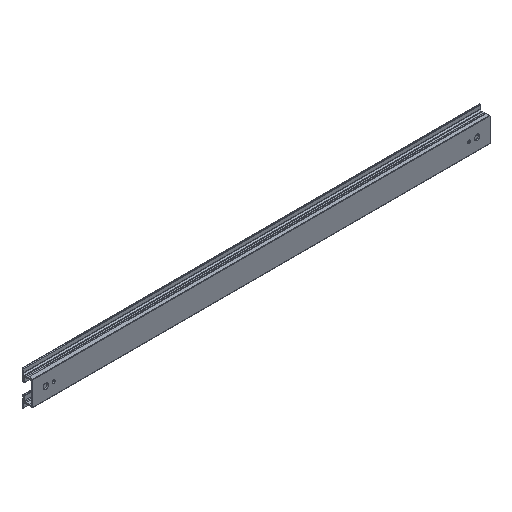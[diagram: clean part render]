
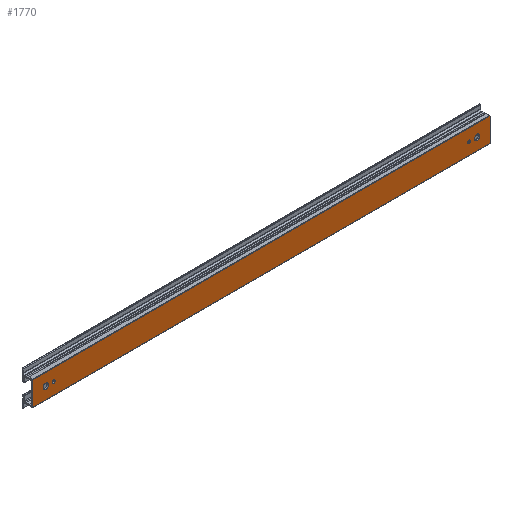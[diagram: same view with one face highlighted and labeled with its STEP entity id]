
A CAD part, isometric view. The second image highlights one B-rep face of the part: STEP entity #1770.
In plain terms, the highlighted planar face has unit normal (0, -1, 0).
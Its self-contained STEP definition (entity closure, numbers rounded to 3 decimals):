
#1 = DIRECTION ( 'NONE',  ( 0., 0., 1. ) ) ;
#2 = DIRECTION ( 'NONE',  ( 0., 0., 1. ) ) ;
#75 = AXIS2_PLACEMENT_3D ( 'NONE', #1452, #318, #1785 ) ;
#86 = VECTOR ( 'NONE', #2365, 1000. ) ;
#90 = DIRECTION ( 'NONE',  ( 0., -1., 0. ) ) ;
#97 = DIRECTION ( 'NONE',  ( 0., -1., 0. ) ) ;
#109 = DIRECTION ( 'NONE',  ( 0., 0., -1. ) ) ;
#118 = CARTESIAN_POINT ( 'NONE',  ( 449., 0., -15.25 ) ) ;
#140 = EDGE_CURVE ( 'NONE', #2004, #802, #222, .T. ) ;
#156 = ORIENTED_EDGE ( 'NONE', *, *, #2353, .T. ) ;
#168 = FACE_BOUND ( 'NONE', #1227, .T. ) ;
#173 = CARTESIAN_POINT ( 'NONE',  ( 441., 0., -12.5 ) ) ;
#222 = LINE ( 'NONE', #1742, #786 ) ;
#239 = EDGE_CURVE ( 'NONE', #1613, #1839, #557, .T. ) ;
#251 = DIRECTION ( 'NONE',  ( 0., -1., 0. ) ) ;
#261 = ORIENTED_EDGE ( 'NONE', *, *, #855, .T. ) ;
#275 = VECTOR ( 'NONE', #1210, 1000. ) ;
#318 = DIRECTION ( 'NONE',  ( 0., -1., 0. ) ) ;
#332 = CIRCLE ( 'NONE', #1910, 1.5 ) ;
#342 = VECTOR ( 'NONE', #2063, 1000. ) ;
#392 = CARTESIAN_POINT ( 'NONE',  ( 13., 0., -15.25 ) ) ;
#462 = ORIENTED_EDGE ( 'NONE', *, *, #2319, .F. ) ;
#470 = CARTESIAN_POINT ( 'NONE',  ( 462., 0., -24.5 ) ) ;
#475 = CARTESIAN_POINT ( 'NONE',  ( 441., 0., -11. ) ) ;
#539 = FACE_OUTER_BOUND ( 'NONE', #819, .T. ) ;
#557 = CIRCLE ( 'NONE', #1906, 2.75 ) ;
#638 = CARTESIAN_POINT ( 'NONE',  ( 21., 0., -14. ) ) ;
#653 = CARTESIAN_POINT ( 'NONE',  ( 13., 0., -12.5 ) ) ;
#660 = EDGE_CURVE ( 'NONE', #1047, #1650, #1503, .T. ) ;
#728 = DIRECTION ( 'NONE',  ( 0., 0., 1. ) ) ;
#762 = DIRECTION ( 'NONE',  ( 0., -1., 0. ) ) ;
#786 = VECTOR ( 'NONE', #995, 1000. ) ;
#802 = VERTEX_POINT ( 'NONE', #1947 ) ;
#804 = CARTESIAN_POINT ( 'NONE',  ( 21., 0., -11. ) ) ;
#819 = EDGE_LOOP ( 'NONE', ( #261, #902, #2303, #156 ) ) ;
#848 = DIRECTION ( 'NONE',  ( 0., 0., 1. ) ) ;
#855 = EDGE_CURVE ( 'NONE', #887, #2379, #1321, .T. ) ;
#878 = CIRCLE ( 'NONE', #1335, 1.5 ) ;
#887 = VERTEX_POINT ( 'NONE', #1505 ) ;
#902 = ORIENTED_EDGE ( 'NONE', *, *, #1708, .F. ) ;
#907 = FACE_BOUND ( 'NONE', #2167, .T. ) ;
#933 = EDGE_CURVE ( 'NONE', #1839, #1613, #1347, .T. ) ;
#976 = CARTESIAN_POINT ( 'NONE',  ( 21., 0., -12.5 ) ) ;
#995 = DIRECTION ( 'NONE',  ( 0., 0., -1. ) ) ;
#1011 = DIRECTION ( 'NONE',  ( 0., -1., 0. ) ) ;
#1019 = VERTEX_POINT ( 'NONE', #804 ) ;
#1023 = EDGE_LOOP ( 'NONE', ( #2017, #1406 ) ) ;
#1036 = ORIENTED_EDGE ( 'NONE', *, *, #239, .F. ) ;
#1047 = VERTEX_POINT ( 'NONE', #1931 ) ;
#1074 = VERTEX_POINT ( 'NONE', #638 ) ;
#1101 = CARTESIAN_POINT ( 'NONE',  ( 13., 0., -12.5 ) ) ;
#1128 = CIRCLE ( 'NONE', #75, 1.5 ) ;
#1198 = CARTESIAN_POINT ( 'NONE',  ( 441., 0., -14. ) ) ;
#1201 = CARTESIAN_POINT ( 'NONE',  ( 449., 0., -12.5 ) ) ;
#1205 = CIRCLE ( 'NONE', #2224, 1.5 ) ;
#1210 = DIRECTION ( 'NONE',  ( -1., 0., 0. ) ) ;
#1227 = EDGE_LOOP ( 'NONE', ( #1248, #1036 ) ) ;
#1233 = CARTESIAN_POINT ( 'NONE',  ( 462., 0., -0.5 ) ) ;
#1247 = ORIENTED_EDGE ( 'NONE', *, *, #660, .F. ) ;
#1248 = ORIENTED_EDGE ( 'NONE', *, *, #933, .F. ) ;
#1256 = CARTESIAN_POINT ( 'NONE',  ( 0., 0., -24.5 ) ) ;
#1321 = LINE ( 'NONE', #2208, #342 ) ;
#1332 = CIRCLE ( 'NONE', #1721, 2.75 ) ;
#1335 = AXIS2_PLACEMENT_3D ( 'NONE', #1761, #1011, #109 ) ;
#1347 = CIRCLE ( 'NONE', #2274, 2.75 ) ;
#1355 = EDGE_CURVE ( 'NONE', #2340, #1508, #1205, .T. ) ;
#1406 = ORIENTED_EDGE ( 'NONE', *, *, #1355, .F. ) ;
#1412 = EDGE_LOOP ( 'NONE', ( #1628, #1247 ) ) ;
#1452 = CARTESIAN_POINT ( 'NONE',  ( 441., 0., -12.5 ) ) ;
#1503 = CIRCLE ( 'NONE', #2358, 2.75 ) ;
#1505 = CARTESIAN_POINT ( 'NONE',  ( 0., 0., -0.5 ) ) ;
#1508 = VERTEX_POINT ( 'NONE', #1198 ) ;
#1567 = DIRECTION ( 'NONE',  ( 0., 0., -1. ) ) ;
#1581 = CARTESIAN_POINT ( 'NONE',  ( 13., 0., -9.75 ) ) ;
#1599 = CARTESIAN_POINT ( 'NONE',  ( 462., 0., -0.5 ) ) ;
#1613 = VERTEX_POINT ( 'NONE', #1581 ) ;
#1628 = ORIENTED_EDGE ( 'NONE', *, *, #1825, .F. ) ;
#1645 = PLANE ( 'NONE',  #1792 ) ;
#1650 = VERTEX_POINT ( 'NONE', #118 ) ;
#1667 = CARTESIAN_POINT ( 'NONE',  ( 449., 0., -12.5 ) ) ;
#1677 = CARTESIAN_POINT ( 'NONE',  ( 462., 0., -0.5 ) ) ;
#1686 = DIRECTION ( 'NONE',  ( 0., 1., 0. ) ) ;
#1695 = EDGE_CURVE ( 'NONE', #1508, #2340, #1128, .T. ) ;
#1708 = EDGE_CURVE ( 'NONE', #802, #2379, #2134, .T. ) ;
#1721 = AXIS2_PLACEMENT_3D ( 'NONE', #1667, #2225, #1 ) ;
#1742 = CARTESIAN_POINT ( 'NONE',  ( 462., 0., -0.5 ) ) ;
#1761 = CARTESIAN_POINT ( 'NONE',  ( 21., 0., -12.5 ) ) ;
#1770 = ADVANCED_FACE ( 'NONE', ( #168, #907, #1871, #2380, #539 ), #1645, .F. ) ;
#1785 = DIRECTION ( 'NONE',  ( 0., 0., 1. ) ) ;
#1792 = AXIS2_PLACEMENT_3D ( 'NONE', #1677, #1686, #728 ) ;
#1825 = EDGE_CURVE ( 'NONE', #1650, #1047, #1332, .T. ) ;
#1839 = VERTEX_POINT ( 'NONE', #392 ) ;
#1846 = DIRECTION ( 'NONE',  ( 0., -1., 0. ) ) ;
#1871 = FACE_BOUND ( 'NONE', #1023, .T. ) ;
#1906 = AXIS2_PLACEMENT_3D ( 'NONE', #653, #90, #1567 ) ;
#1910 = AXIS2_PLACEMENT_3D ( 'NONE', #976, #251, #2096 ) ;
#1931 = CARTESIAN_POINT ( 'NONE',  ( 449., 0., -9.75 ) ) ;
#1940 = LINE ( 'NONE', #1599, #86 ) ;
#1947 = CARTESIAN_POINT ( 'NONE',  ( 462., 0., -24.5 ) ) ;
#1951 = EDGE_CURVE ( 'NONE', #1019, #1074, #332, .T. ) ;
#2004 = VERTEX_POINT ( 'NONE', #1233 ) ;
#2017 = ORIENTED_EDGE ( 'NONE', *, *, #1695, .F. ) ;
#2063 = DIRECTION ( 'NONE',  ( 0., 0., -1. ) ) ;
#2077 = DIRECTION ( 'NONE',  ( 0., 0., -1. ) ) ;
#2096 = DIRECTION ( 'NONE',  ( 0., 0., -1. ) ) ;
#2134 = LINE ( 'NONE', #470, #275 ) ;
#2167 = EDGE_LOOP ( 'NONE', ( #462, #2191 ) ) ;
#2191 = ORIENTED_EDGE ( 'NONE', *, *, #1951, .F. ) ;
#2208 = CARTESIAN_POINT ( 'NONE',  ( 0., 0., -0.5 ) ) ;
#2224 = AXIS2_PLACEMENT_3D ( 'NONE', #173, #762, #2 ) ;
#2225 = DIRECTION ( 'NONE',  ( 0., -1., 0. ) ) ;
#2274 = AXIS2_PLACEMENT_3D ( 'NONE', #1101, #1846, #2077 ) ;
#2303 = ORIENTED_EDGE ( 'NONE', *, *, #140, .F. ) ;
#2319 = EDGE_CURVE ( 'NONE', #1074, #1019, #878, .T. ) ;
#2340 = VERTEX_POINT ( 'NONE', #475 ) ;
#2353 = EDGE_CURVE ( 'NONE', #2004, #887, #1940, .T. ) ;
#2358 = AXIS2_PLACEMENT_3D ( 'NONE', #1201, #97, #848 ) ;
#2365 = DIRECTION ( 'NONE',  ( -1., 0., 0. ) ) ;
#2379 = VERTEX_POINT ( 'NONE', #1256 ) ;
#2380 = FACE_BOUND ( 'NONE', #1412, .T. ) ;
